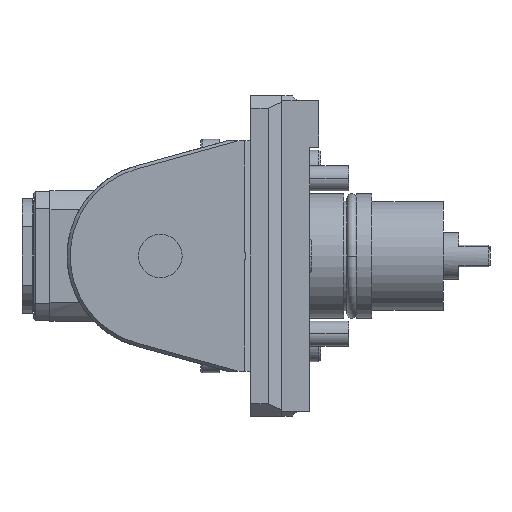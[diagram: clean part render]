
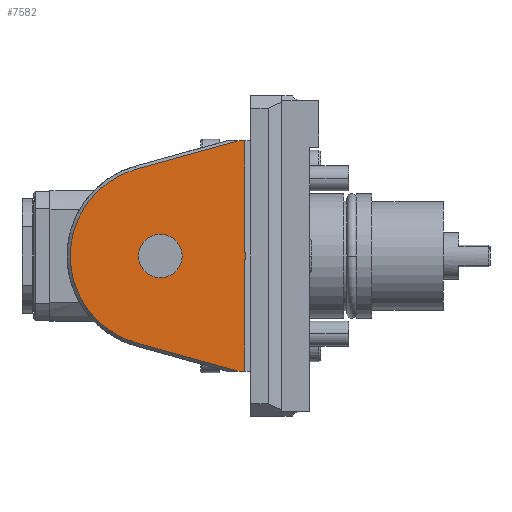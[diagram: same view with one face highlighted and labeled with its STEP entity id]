
A CAD part, front view. The second image highlights one B-rep face of the part: STEP entity #7582.
In plain terms, the highlighted planar face has unit normal (0, -1, 0).
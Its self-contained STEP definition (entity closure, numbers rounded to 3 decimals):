
#1700=DIRECTION('',(1.,0.,0.));
#1701=VECTOR('',#1700,2.187);
#1702=CARTESIAN_POINT('',(-23.053,-37.5,-37.));
#1703=LINE('',#1702,#1701);
#1896=DIRECTION('',(0.,0.,-1.));
#1897=VECTOR('',#1896,34.488);
#1898=CARTESIAN_POINT('',(-20.866,-37.5,-2.512));
#1899=LINE('',#1898,#1897);
#1900=DIRECTION('',(1.,0.,0.));
#1901=VECTOR('',#1900,2.187);
#1902=CARTESIAN_POINT('',(-23.053,-37.5,37.));
#1903=LINE('',#1902,#1901);
#1904=DIRECTION('',(0.,0.,-1.));
#1905=VECTOR('',#1904,34.488);
#1906=CARTESIAN_POINT('',(-20.866,-37.5,37.));
#1907=LINE('',#1906,#1905);
#1908=CARTESIAN_POINT('',(-48.,-37.5,0.));
#1909=DIRECTION('',(0.,1.,0.));
#1910=DIRECTION('',(-1.,0.,0.));
#1911=AXIS2_PLACEMENT_3D('',#1908,#1909,#1910);
#1913=CARTESIAN_POINT('',(-48.,-37.5,0.));
#1914=DIRECTION('',(0.,1.,0.));
#1915=DIRECTION('',(1.,0.,0.));
#1916=AXIS2_PLACEMENT_3D('',#1913,#1914,#1915);
#1923=CARTESIAN_POINT('',(-48.,-37.5,0.));
#1924=DIRECTION('',(0.,-1.,0.));
#1925=DIRECTION('',(0.996,0.,-0.092));
#1926=AXIS2_PLACEMENT_3D('',#1923,#1924,#1925);
#1928=DIRECTION('',(-0.964,0.,0.267));
#1929=VECTOR('',#1928,33.917);
#1930=CARTESIAN_POINT('',(-23.053,-37.5,-37.));
#1931=LINE('',#1930,#1929);
#2207=CARTESIAN_POINT('',(-48.,-37.5,0.));
#2208=DIRECTION('',(0.,-1.,0.));
#2209=DIRECTION('',(-0.267,0.,0.964));
#2210=AXIS2_PLACEMENT_3D('',#2207,#2208,#2209);
#2221=DIRECTION('',(-0.964,0.,-0.267));
#2222=VECTOR('',#2221,33.917);
#2223=CARTESIAN_POINT('',(-23.053,-37.5,37.));
#2224=LINE('',#2223,#2222);
#4839=CARTESIAN_POINT('',(-23.053,-37.5,37.));
#4840=CARTESIAN_POINT('',(-55.74,-37.5,27.948));
#4841=VERTEX_POINT('',#4839);
#4842=VERTEX_POINT('',#4840);
#4847=CARTESIAN_POINT('',(-55.74,-37.5,-27.948));
#4848=VERTEX_POINT('',#4847);
#4851=CARTESIAN_POINT('',(-23.053,-37.5,-37.));
#4852=VERTEX_POINT('',#4851);
#4863=CARTESIAN_POINT('',(-20.866,-37.5,-37.));
#4864=VERTEX_POINT('',#4863);
#4865=CARTESIAN_POINT('',(-20.866,-37.5,37.));
#4866=VERTEX_POINT('',#4865);
#4947=CARTESIAN_POINT('',(-20.866,-37.5,2.512));
#4948=VERTEX_POINT('',#4947);
#4949=CARTESIAN_POINT('',(-20.866,-37.5,-2.512));
#4950=VERTEX_POINT('',#4949);
#5189=CARTESIAN_POINT('',(-55.,-37.5,0.));
#5190=CARTESIAN_POINT('',(-41.,-37.5,0.));
#5191=VERTEX_POINT('',#5189);
#5192=VERTEX_POINT('',#5190);
#7557=CARTESIAN_POINT('',(-48.,-37.5,0.));
#7558=DIRECTION('',(0.,1.,0.));
#7559=DIRECTION('',(1.,0.,0.));
#7560=AXIS2_PLACEMENT_3D('',#7557,#7558,#7559);
#7561=PLANE('',#7560);
#7563=ORIENTED_EDGE('',*,*,#7562,.F.);
#7564=ORIENTED_EDGE('',*,*,#7547,.T.);
#7565=ORIENTED_EDGE('',*,*,#7308,.F.);
#7567=ORIENTED_EDGE('',*,*,#7566,.T.);
#7569=ORIENTED_EDGE('',*,*,#7568,.F.);
#7571=ORIENTED_EDGE('',*,*,#7570,.F.);
#7572=ORIENTED_EDGE('',*,*,#5603,.T.);
#7573=ORIENTED_EDGE('',*,*,#7551,.T.);
#7574=EDGE_LOOP('',(#7563,#7564,#7565,#7567,#7569,#7571,#7572,#7573));
#7575=FACE_OUTER_BOUND('',#7574,.F.);
#7577=ORIENTED_EDGE('',*,*,#7576,.F.);
#7579=ORIENTED_EDGE('',*,*,#7578,.F.);
#7580=EDGE_LOOP('',(#7577,#7579));
#7581=FACE_BOUND('',#7580,.F.);
#7582=ADVANCED_FACE('',(#7575,#7581),#7561,.F.);
#1912=CIRCLE('',#1911,7.);
#1917=CIRCLE('',#1916,7.);
#1927=CIRCLE('',#1926,27.25);
#2211=CIRCLE('',#2210,29.);
#5603=EDGE_CURVE('',#4841,#4866,#1903,.T.);
#7308=EDGE_CURVE('',#4852,#4864,#1703,.T.);
#7547=EDGE_CURVE('',#4950,#4864,#1899,.T.);
#7551=EDGE_CURVE('',#4866,#4948,#1907,.T.);
#7562=EDGE_CURVE('',#4950,#4948,#1927,.T.);
#7566=EDGE_CURVE('',#4852,#4848,#1931,.T.);
#7568=EDGE_CURVE('',#4842,#4848,#2211,.T.);
#7570=EDGE_CURVE('',#4841,#4842,#2224,.T.);
#7576=EDGE_CURVE('',#5191,#5192,#1912,.T.);
#7578=EDGE_CURVE('',#5192,#5191,#1917,.T.);
